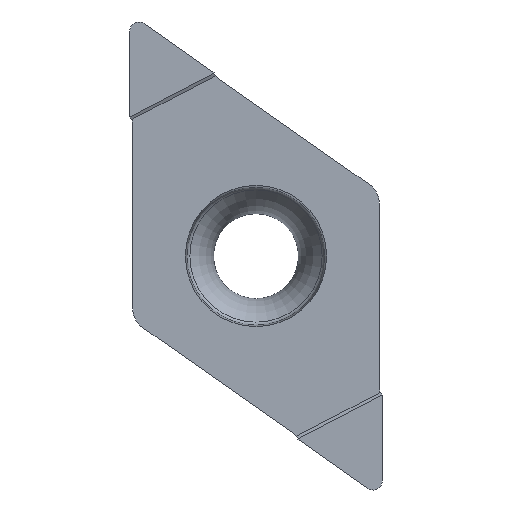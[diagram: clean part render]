
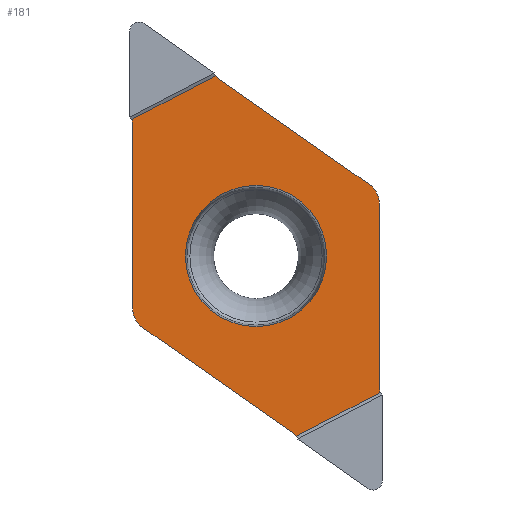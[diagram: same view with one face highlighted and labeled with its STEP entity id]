
A CAD part, top view. The second image highlights one B-rep face of the part: STEP entity #181.
In plain terms, the highlighted planar face has unit normal (0, 0, 1).
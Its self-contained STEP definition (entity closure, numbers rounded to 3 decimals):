
#49=FACE_BOUND('',#275,.T.);
#50=FACE_BOUND('',#276,.T.);
#63=PLANE('',#985);
#80=LINE('',#2911,#124);
#82=LINE('',#3260,#126);
#83=LINE('',#3267,#127);
#84=LINE('',#3268,#128);
#85=LINE('',#3272,#129);
#86=LINE('',#3273,#130);
#124=VECTOR('',#1054,1.);
#126=VECTOR('',#1058,1.);
#127=VECTOR('',#1065,1.);
#128=VECTOR('',#1066,1.);
#129=VECTOR('',#1069,1.);
#130=VECTOR('',#1070,1.);
#181=ADVANCED_FACE('',(#49,#50),#63,.T.);
#275=EDGE_LOOP('',(#367));
#276=EDGE_LOOP('',(#368,#369,#370,#371,#372,#373,#374,#375,#376,#377,#378,
#379));
#367=ORIENTED_EDGE('',*,*,#692,.T.);
#368=ORIENTED_EDGE('',*,*,#693,.T.);
#369=ORIENTED_EDGE('',*,*,#694,.T.);
#370=ORIENTED_EDGE('',*,*,#687,.T.);
#371=ORIENTED_EDGE('',*,*,#691,.T.);
#372=ORIENTED_EDGE('',*,*,#681,.T.);
#373=ORIENTED_EDGE('',*,*,#695,.T.);
#374=ORIENTED_EDGE('',*,*,#696,.T.);
#375=ORIENTED_EDGE('',*,*,#697,.T.);
#376=ORIENTED_EDGE('',*,*,#672,.T.);
#377=ORIENTED_EDGE('',*,*,#676,.T.);
#378=ORIENTED_EDGE('',*,*,#667,.T.);
#379=ORIENTED_EDGE('',*,*,#698,.T.);
#582=VERTEX_POINT('',#2593);
#583=VERTEX_POINT('',#2601);
#586=VERTEX_POINT('',#2759);
#587=VERTEX_POINT('',#2767);
#592=VERTEX_POINT('',#2928);
#593=VERTEX_POINT('',#2936);
#598=VERTEX_POINT('',#3108);
#599=VERTEX_POINT('',#3116);
#601=VERTEX_POINT('',#3263);
#602=VERTEX_POINT('',#3265);
#603=VERTEX_POINT('',#3266);
#604=VERTEX_POINT('',#3269);
#605=VERTEX_POINT('',#3271);
#667=EDGE_CURVE('',#583,#582,#794,.T.);
#672=EDGE_CURVE('',#587,#586,#799,.T.);
#676=EDGE_CURVE('',#586,#583,#80,.T.);
#681=EDGE_CURVE('',#593,#592,#806,.T.);
#687=EDGE_CURVE('',#599,#598,#812,.T.);
#691=EDGE_CURVE('',#598,#593,#82,.T.);
#692=EDGE_CURVE('',#601,#601,#898,.T.);
#693=EDGE_CURVE('',#602,#603,#899,.T.);
#694=EDGE_CURVE('',#603,#599,#83,.T.);
#695=EDGE_CURVE('',#592,#604,#84,.T.);
#696=EDGE_CURVE('',#604,#605,#900,.T.);
#697=EDGE_CURVE('',#605,#587,#85,.T.);
#698=EDGE_CURVE('',#582,#602,#86,.T.);
#794=B_SPLINE_CURVE_WITH_KNOTS('',3,(#2594,#2595,#2596,#2597,#2598,#2599,
#2600),.UNSPECIFIED.,.F.,.F.,(4,1,1,1,4),(0.,0.358,0.787,
0.895,1.),.UNSPECIFIED.);
#799=B_SPLINE_CURVE_WITH_KNOTS('',3,(#2760,#2761,#2762,#2763,#2764,#2765,
#2766),.UNSPECIFIED.,.F.,.F.,(4,1,1,1,4),(0.,0.105,0.213,
0.642,1.),.UNSPECIFIED.);
#806=B_SPLINE_CURVE_WITH_KNOTS('',3,(#2929,#2930,#2931,#2932,#2933,#2934,
#2935),.UNSPECIFIED.,.F.,.F.,(4,1,1,1,4),(0.,0.358,0.787,
0.895,1.),.UNSPECIFIED.);
#812=B_SPLINE_CURVE_WITH_KNOTS('',3,(#3109,#3110,#3111,#3112,#3113,#3114,
#3115),.UNSPECIFIED.,.F.,.F.,(4,1,1,1,4),(0.,0.105,0.213,
0.642,1.),.UNSPECIFIED.);
#898=CIRCLE('',#982,3.077);
#899=CIRCLE('',#983,1.079);
#900=CIRCLE('',#984,1.079);
#982=AXIS2_PLACEMENT_3D('',#3262,#1061,#1062);
#983=AXIS2_PLACEMENT_3D('',#3264,#1063,#1064);
#984=AXIS2_PLACEMENT_3D('',#3270,#1067,#1068);
#985=AXIS2_PLACEMENT_3D('',#3274,#1071,#1072);
#1054=DIRECTION('',(-0.887,-0.462,0.));
#1058=DIRECTION('',(0.887,0.462,0.));
#1061=DIRECTION('',(0.,0.,-1.));
#1062=DIRECTION('',(0.,-1.,0.));
#1063=DIRECTION('',(0.,0.,1.));
#1064=DIRECTION('',(0.,-1.,0.));
#1065=DIRECTION('',(0.819,-0.574,0.));
#1066=DIRECTION('',(0.,1.,0.));
#1067=DIRECTION('',(0.,0.,1.));
#1068=DIRECTION('',(0.,-1.,0.));
#1069=DIRECTION('',(-0.819,0.574,0.));
#1070=DIRECTION('',(0.,-1.,0.));
#1071=DIRECTION('',(0.,0.,1.));
#1072=DIRECTION('',(0.,-1.,0.));
#2593=CARTESIAN_POINT('',(-5.388,5.778,-0.1));
#2594=CARTESIAN_POINT('',(-5.417,5.948,-0.1));
#2595=CARTESIAN_POINT('',(-5.41,5.928,-0.1));
#2596=CARTESIAN_POINT('',(-5.397,5.884,-0.1));
#2597=CARTESIAN_POINT('',(-5.39,5.833,-0.1));
#2598=CARTESIAN_POINT('',(-5.388,5.796,-0.1));
#2599=CARTESIAN_POINT('',(-5.388,5.784,-0.1));
#2600=CARTESIAN_POINT('',(-5.388,5.778,-0.1));
#2601=CARTESIAN_POINT('',(-5.417,5.948,-0.1));
#2759=CARTESIAN_POINT('',(-1.765,7.849,-0.1));
#2760=CARTESIAN_POINT('',(-1.643,7.728,-0.1));
#2761=CARTESIAN_POINT('',(-1.648,7.731,-0.1));
#2762=CARTESIAN_POINT('',(-1.658,7.738,-0.1));
#2763=CARTESIAN_POINT('',(-1.687,7.761,-0.1));
#2764=CARTESIAN_POINT('',(-1.724,7.796,-0.1));
#2765=CARTESIAN_POINT('',(-1.753,7.832,-0.1));
#2766=CARTESIAN_POINT('',(-1.765,7.849,-0.1));
#2767=CARTESIAN_POINT('',(-1.643,7.728,-0.1));
#2911=CARTESIAN_POINT('',(-10.687,3.204,-0.1));
#2928=CARTESIAN_POINT('',(5.388,-5.778,-0.1));
#2929=CARTESIAN_POINT('',(5.417,-5.948,-0.1));
#2930=CARTESIAN_POINT('',(5.41,-5.928,-0.1));
#2931=CARTESIAN_POINT('',(5.397,-5.884,-0.1));
#2932=CARTESIAN_POINT('',(5.39,-5.833,-0.1));
#2933=CARTESIAN_POINT('',(5.388,-5.796,-0.1));
#2934=CARTESIAN_POINT('',(5.388,-5.784,-0.1));
#2935=CARTESIAN_POINT('',(5.388,-5.778,-0.1));
#2936=CARTESIAN_POINT('',(5.417,-5.948,-0.1));
#3108=CARTESIAN_POINT('',(1.765,-7.849,-0.1));
#3109=CARTESIAN_POINT('',(1.643,-7.728,-0.1));
#3110=CARTESIAN_POINT('',(1.648,-7.731,-0.1));
#3111=CARTESIAN_POINT('',(1.658,-7.738,-0.1));
#3112=CARTESIAN_POINT('',(1.687,-7.761,-0.1));
#3113=CARTESIAN_POINT('',(1.724,-7.796,-0.1));
#3114=CARTESIAN_POINT('',(1.753,-7.832,-0.1));
#3115=CARTESIAN_POINT('',(1.765,-7.849,-0.1));
#3116=CARTESIAN_POINT('',(1.643,-7.728,-0.1));
#3260=CARTESIAN_POINT('',(10.687,-3.204,-0.1));
#3262=CARTESIAN_POINT('',(0.,0.,
-0.1));
#3263=CARTESIAN_POINT('',(0.,-3.077,-0.1));
#3264=CARTESIAN_POINT('',(-4.309,-2.243,-0.1));
#3265=CARTESIAN_POINT('',(-5.388,-2.243,-0.1));
#3266=CARTESIAN_POINT('',(-4.928,-3.127,-0.1));
#3267=CARTESIAN_POINT('',(-30.495,14.776,-0.1));
#3268=CARTESIAN_POINT('',(5.388,33.455,-0.1));
#3269=CARTESIAN_POINT('',(5.388,2.243,-0.1));
#3270=CARTESIAN_POINT('',(4.309,2.243,-0.1));
#3271=CARTESIAN_POINT('',(4.928,3.127,-0.1));
#3272=CARTESIAN_POINT('',(30.495,-14.776,-0.1));
#3273=CARTESIAN_POINT('',(-5.388,-33.455,-0.1));
#3274=CARTESIAN_POINT('',(-10.687,3.204,-0.1));
